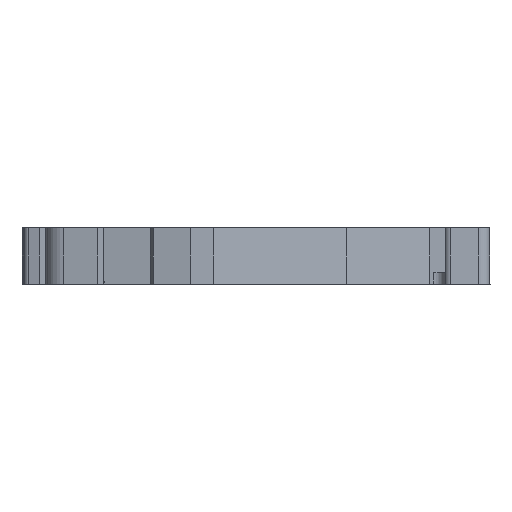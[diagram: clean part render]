
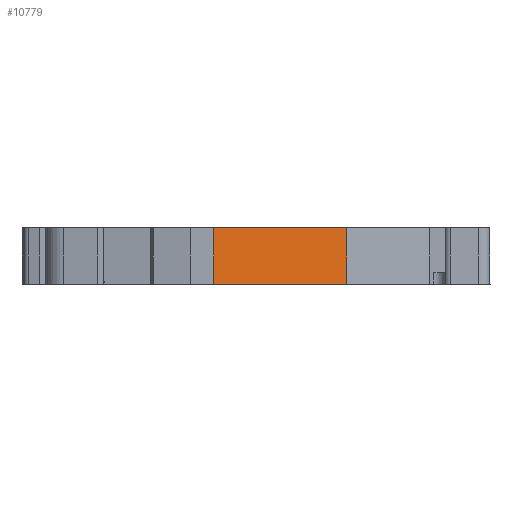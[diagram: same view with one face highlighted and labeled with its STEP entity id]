
A CAD part, left-side view. The second image highlights one B-rep face of the part: STEP entity #10779.
In plain terms, the highlighted planar face has unit normal (-0.985, -0.175, 0).
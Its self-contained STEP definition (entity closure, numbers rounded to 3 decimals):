
#428 = LINE ( 'NONE', #1921, #6965 ) ;
#572 = LINE ( 'NONE', #7098, #3649 ) ;
#1144 = ORIENTED_EDGE ( 'NONE', *, *, #5457, .T. ) ;
#1291 = CARTESIAN_POINT ( 'NONE',  ( -56.724, 10.852, 0.679 ) ) ;
#1558 = VERTEX_POINT ( 'NONE', #12718 ) ;
#1622 = VERTEX_POINT ( 'NONE', #14888 ) ;
#1921 = CARTESIAN_POINT ( 'NONE',  ( -56.724, 10.852, -42.524 ) ) ;
#2069 = FACE_OUTER_BOUND ( 'NONE', #9072, .T. ) ;
#2344 = CARTESIAN_POINT ( 'NONE',  ( -54.62, -1.01, -42.524 ) ) ;
#3512 = DIRECTION ( 'NONE',  ( 0., 0., -1. ) ) ;
#3649 = VECTOR ( 'NONE', #6624, 1000. ) ;
#5457 = EDGE_CURVE ( 'NONE', #1622, #15695, #16187, .T. ) ;
#6624 = DIRECTION ( 'NONE',  ( 0.175, -0.985, 0. ) ) ;
#6965 = VECTOR ( 'NONE', #3512, 1000. ) ;
#7098 = CARTESIAN_POINT ( 'NONE',  ( -56.724, 10.852, 0.679 ) ) ;
#7426 = VECTOR ( 'NONE', #15803, 1000. ) ;
#7550 = EDGE_CURVE ( 'NONE', #15695, #11616, #428, .T. ) ;
#7796 = ORIENTED_EDGE ( 'NONE', *, *, #13137, .T. ) ;
#9072 = EDGE_LOOP ( 'NONE', ( #1144, #12979, #7796, #16753 ) ) ;
#10172 = CARTESIAN_POINT ( 'NONE',  ( -56.724, 10.852, 5.679 ) ) ;
#10591 = CARTESIAN_POINT ( 'NONE',  ( -56.724, 10.852, 5.679 ) ) ;
#10779 = ADVANCED_FACE ( 'NONE', ( #2069 ), #16038, .T. ) ;
#11616 = VERTEX_POINT ( 'NONE', #1291 ) ;
#12152 = EDGE_CURVE ( 'NONE', #1622, #1558, #14339, .T. ) ;
#12718 = CARTESIAN_POINT ( 'NONE',  ( -54.62, -1.01, 0.679 ) ) ;
#12979 = ORIENTED_EDGE ( 'NONE', *, *, #7550, .T. ) ;
#13137 = EDGE_CURVE ( 'NONE', #11616, #1558, #572, .T. ) ;
#14141 = AXIS2_PLACEMENT_3D ( 'NONE', #15415, #15304, #15252 ) ;
#14339 = LINE ( 'NONE', #2344, #7426 ) ;
#14888 = CARTESIAN_POINT ( 'NONE',  ( -54.62, -1.01, 5.679 ) ) ;
#15252 = DIRECTION ( 'NONE',  ( 0.175, -0.985, 0. ) ) ;
#15304 = DIRECTION ( 'NONE',  ( -0.985, -0.175, 0. ) ) ;
#15415 = CARTESIAN_POINT ( 'NONE',  ( -56.724, 10.852, -42.524 ) ) ;
#15695 = VERTEX_POINT ( 'NONE', #10591 ) ;
#15803 = DIRECTION ( 'NONE',  ( 0., 0., -1. ) ) ;
#16038 = PLANE ( 'NONE',  #14141 ) ;
#16174 = VECTOR ( 'NONE', #16468, 1000. ) ;
#16187 = LINE ( 'NONE', #10172, #16174 ) ;
#16468 = DIRECTION ( 'NONE',  ( -0.175, 0.985, 0. ) ) ;
#16753 = ORIENTED_EDGE ( 'NONE', *, *, #12152, .F. ) ;
